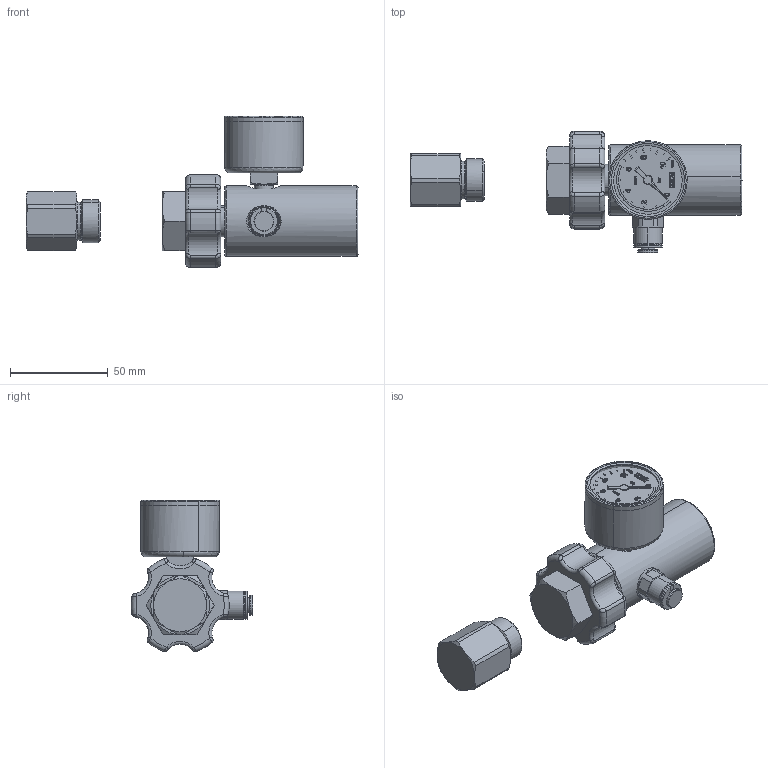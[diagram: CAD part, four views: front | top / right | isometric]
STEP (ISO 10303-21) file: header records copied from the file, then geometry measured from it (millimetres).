
FILE_DESCRIPTION(/* description */ ('AP214 STEP file'),/* implementation_level */ '2;1');
FILE_NAME(/* name */ 'W08200024_out_out.stp',/* time_stamp */ '2024-05-28T12:20:01+02:00',/* author */ (''),/* organization */ (''),/* preprocessor_version */ 'ST-DEVELOPER v18.1',/* originating_system */ 'Elysium Co. Ltd. STEP Translator v8.3.0.0',/* authorisation */ '');
FILE_SCHEMA (('AUTOMOTIVE_DESIGN { 1 0 10303 214 3 1 1 }'));
Length unit declared in the file: millimetre
Products named in the file (76): PR-W0820-GROHE-01; PR-W0820-GROHE-05; PR-W0820-GROHE-03.1; 713500016; 717500008; 024100013; 718200003; AMCB0402_2; AMCB0402_1; AMCB0402; _719510005; W08200024_out
Assembly tree (75 placements, depth 3):
  W08200024_out
    PR-W0820-GROHE-01
    PR-W0820-GROHE-05
    PR-W0820-GROHE-03.1
    713500016
    717500008
    024100013
    718200003
      718200003
      718200003
      718200003
      718200003
      718200003
      718200003
      718200003
      718200003
      718200003
      718200003
      718200003
      718200003
      718200003
      718200003
      718200003
      718200003
      718200003
      718200003
      718200003
      718200003
      718200003
      718200003
      718200003
      718200003
      718200003
      718200003
      718200003
      718200003
      718200003
      718200003
      718200003
      718200003
      718200003
      718200003
      718200003
      718200003
      718200003
      718200003
      718200003
      718200003
      718200003
      718200003
      718200003
      718200003
      718200003
      718200003
      718200003
      718200003
      718200003
      718200003
      718200003
      718200003
Bounding box: 169.39 x 62.01 x 77.18 mm (x, y, z)
Volume: 173535.9 mm3; surface area: 42340.6 mm2
Topology: 74 solids, 78 shells, 1721 faces, 4471 edges, 2925 vertices
Faces by surface type: plane 1259, bspline 168, cylinder 116, cone 92, torus 71, sphere 15
Entity records: 51166 total; most frequent: CARTESIAN_POINT 11424, ORIENTED_EDGE 8942, EDGE_CURVE 4471, VECTOR 3382, LINE 3382, STYLED_ITEM 3347, VERTEX_POINT 2925, AXIS2_PLACEMENT_3D 2108
